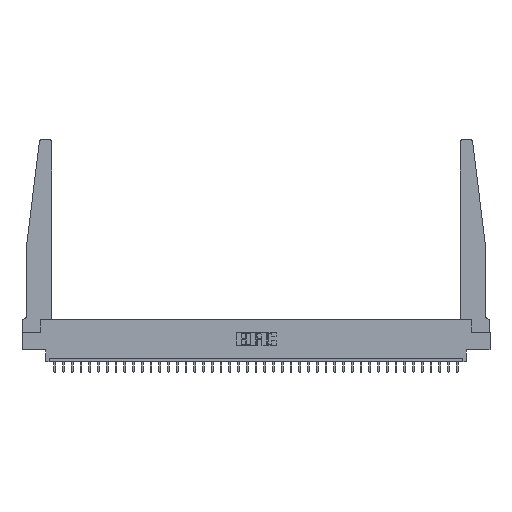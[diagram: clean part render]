
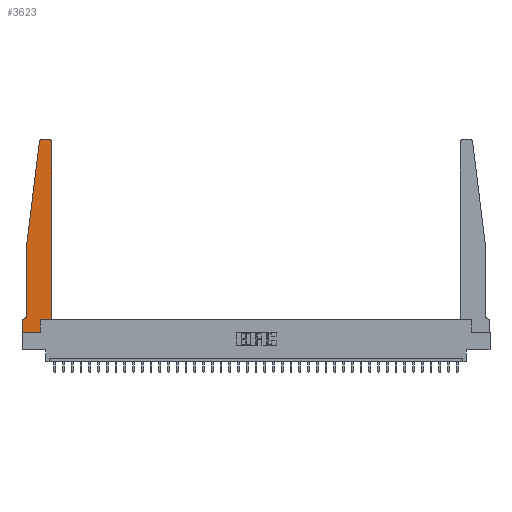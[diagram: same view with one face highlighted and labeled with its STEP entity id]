
A CAD part, top view. The second image highlights one B-rep face of the part: STEP entity #3623.
In plain terms, the highlighted planar face has unit normal (0, 0, 1).
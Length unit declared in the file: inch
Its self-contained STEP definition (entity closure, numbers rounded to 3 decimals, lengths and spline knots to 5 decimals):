
#668 = LINE ( 'NONE', #29103, #20484 ) ;
#793 = EDGE_CURVE ( 'NONE', #30491, #31904, #22945, .T. ) ;
#1072 = CIRCLE ( 'NONE', #19793, 0.05 ) ;
#1266 = CARTESIAN_POINT ( 'NONE',  ( 0.27653, 2.75, 0.37 ) ) ;
#2742 = CARTESIAN_POINT ( 'NONE',  ( 0.2605, 0., 0.37 ) ) ;
#2835 = DIRECTION ( 'NONE',  ( 1., 0., 0. ) ) ;
#2924 = AXIS2_PLACEMENT_3D ( 'NONE', #14946, #9344, #27280 ) ;
#3395 = ORIENTED_EDGE ( 'NONE', *, *, #25992, .T. ) ;
#3623 = ADVANCED_FACE ( 'NONE', ( #31918 ), #30385, .T. ) ;
#4376 = CARTESIAN_POINT ( 'NONE',  ( 0.425, 0.18, 0.37 ) ) ;
#4948 = ORIENTED_EDGE ( 'NONE', *, *, #6481, .T. ) ;
#4965 = VECTOR ( 'NONE', #9584, 39.37008 ) ;
#5269 = LINE ( 'NONE', #11157, #27460 ) ;
#5320 = CARTESIAN_POINT ( 'NONE',  ( 0.425, 0.18, 0.37 ) ) ;
#5648 = CIRCLE ( 'NONE', #22680, 0.03 ) ;
#5991 = ORIENTED_EDGE ( 'NONE', *, *, #20932, .T. ) ;
#6180 = ORIENTED_EDGE ( 'NONE', *, *, #24793, .T. ) ;
#6481 = EDGE_CURVE ( 'NONE', #28445, #24233, #1072, .T. ) ;
#7319 = CARTESIAN_POINT ( 'NONE',  ( 0.2605, 0.18, 0.37 ) ) ;
#7504 = DIRECTION ( 'NONE',  ( 1., 0., 0. ) ) ;
#7781 = VERTEX_POINT ( 'NONE', #2742 ) ;
#8119 = CARTESIAN_POINT ( 'NONE',  ( 0.065, 1.25, 0.37 ) ) ;
#8219 = LINE ( 'NONE', #12063, #4965 ) ;
#8944 = LINE ( 'NONE', #8119, #22655 ) ;
#9040 = CARTESIAN_POINT ( 'NONE',  ( 0.2605, 0.18, 0.37 ) ) ;
#9194 = VECTOR ( 'NONE', #2835, 39.37008 ) ;
#9321 = DIRECTION ( 'NONE',  ( 1., 0., 0. ) ) ;
#9344 = DIRECTION ( 'NONE',  ( 0., 0., 1. ) ) ;
#9584 = DIRECTION ( 'NONE',  ( -0.122, -0.992, 0. ) ) ;
#9676 = EDGE_CURVE ( 'NONE', #14320, #18109, #668, .T. ) ;
#9919 = DIRECTION ( 'NONE',  ( 0., 1., 0. ) ) ;
#10462 = DIRECTION ( 'NONE',  ( 0., 0., -1. ) ) ;
#10620 = ORIENTED_EDGE ( 'NONE', *, *, #25040, .T. ) ;
#10642 = VERTEX_POINT ( 'NONE', #26025 ) ;
#11157 = CARTESIAN_POINT ( 'NONE',  ( 0., 0., 0.37 ) ) ;
#12063 = CARTESIAN_POINT ( 'NONE',  ( 0.065, 1.25, 0.37 ) ) ;
#12128 = VERTEX_POINT ( 'NONE', #24257 ) ;
#13041 = CARTESIAN_POINT ( 'NONE',  ( 0., 0.1875, 0.37 ) ) ;
#13224 = ORIENTED_EDGE ( 'NONE', *, *, #17015, .T. ) ;
#14003 = AXIS2_PLACEMENT_3D ( 'NONE', #30342, #27429, #15013 ) ;
#14320 = VERTEX_POINT ( 'NONE', #24627 ) ;
#14946 = CARTESIAN_POINT ( 'NONE',  ( 0., 0.1875, 0.37 ) ) ;
#15013 = DIRECTION ( 'NONE',  ( 1., 0., 0. ) ) ;
#15018 = VECTOR ( 'NONE', #9321, 39.37008 ) ;
#15282 = EDGE_CURVE ( 'NONE', #10642, #28445, #8944, .T. ) ;
#15981 = ORIENTED_EDGE ( 'NONE', *, *, #15282, .T. ) ;
#16885 = CARTESIAN_POINT ( 'NONE',  ( 0.065, 0.1875, 0.37 ) ) ;
#17015 = EDGE_CURVE ( 'NONE', #7781, #30491, #20421, .T. ) ;
#17172 = CARTESIAN_POINT ( 'NONE',  ( 0.065, 0.2375, 0.37 ) ) ;
#18109 = VERTEX_POINT ( 'NONE', #1266 ) ;
#18649 = DIRECTION ( 'NONE',  ( -1., 0., 0. ) ) ;
#18933 = CARTESIAN_POINT ( 'NONE',  ( 0.425, 0.18, 0.37 ) ) ;
#19469 = DIRECTION ( 'NONE',  ( -1., 0., 0. ) ) ;
#19793 = AXIS2_PLACEMENT_3D ( 'NONE', #25908, #10462, #28477 ) ;
#20305 = VECTOR ( 'NONE', #31875, 39.37008 ) ;
#20333 = EDGE_CURVE ( 'NONE', #31138, #14320, #5648, .T. ) ;
#20421 = LINE ( 'NONE', #7319, #31282 ) ;
#20484 = VECTOR ( 'NONE', #18649, 39.37008 ) ;
#20932 = EDGE_CURVE ( 'NONE', #18109, #12128, #24550, .T. ) ;
#21430 = ORIENTED_EDGE ( 'NONE', *, *, #24398, .T. ) ;
#22646 = DIRECTION ( 'NONE',  ( 0., 0., 1. ) ) ;
#22655 = VECTOR ( 'NONE', #30534, 39.37008 ) ;
#22680 = AXIS2_PLACEMENT_3D ( 'NONE', #22981, #22646, #7504 ) ;
#22720 = LINE ( 'NONE', #29934, #15018 ) ;
#22945 = LINE ( 'NONE', #5320, #9194 ) ;
#22981 = CARTESIAN_POINT ( 'NONE',  ( 0.395, 2.72, 0.37 ) ) ;
#23832 = ORIENTED_EDGE ( 'NONE', *, *, #9676, .T. ) ;
#24233 = VERTEX_POINT ( 'NONE', #29308 ) ;
#24257 = CARTESIAN_POINT ( 'NONE',  ( 0.24675, 2.72367, 0.37 ) ) ;
#24398 = EDGE_CURVE ( 'NONE', #12128, #10642, #8219, .T. ) ;
#24550 = CIRCLE ( 'NONE', #14003, 0.03 ) ;
#24627 = CARTESIAN_POINT ( 'NONE',  ( 0.395, 2.75, 0.37 ) ) ;
#24793 = EDGE_CURVE ( 'NONE', #31904, #31138, #26360, .T. ) ;
#25040 = EDGE_CURVE ( 'NONE', #26822, #7781, #22720, .T. ) ;
#25264 = ORIENTED_EDGE ( 'NONE', *, *, #793, .T. ) ;
#25908 = CARTESIAN_POINT ( 'NONE',  ( 0.015, 0.2375, 0.37 ) ) ;
#25919 = EDGE_LOOP ( 'NONE', ( #23832, #5991, #21430, #15981, #4948, #3395, #33349, #10620, #13224, #25264, #6180, #27820 ) ) ;
#25992 = EDGE_CURVE ( 'NONE', #24233, #31596, #32280, .T. ) ;
#26025 = CARTESIAN_POINT ( 'NONE',  ( 0.065, 1.25, 0.37 ) ) ;
#26360 = LINE ( 'NONE', #18933, #20305 ) ;
#26522 = DIRECTION ( 'NONE',  ( 0., -1., 0. ) ) ;
#26822 = VERTEX_POINT ( 'NONE', #30347 ) ;
#27280 = DIRECTION ( 'NONE',  ( 1., 0., 0. ) ) ;
#27429 = DIRECTION ( 'NONE',  ( 0., 0., 1. ) ) ;
#27460 = VECTOR ( 'NONE', #26522, 39.37008 ) ;
#27820 = ORIENTED_EDGE ( 'NONE', *, *, #20333, .T. ) ;
#28445 = VERTEX_POINT ( 'NONE', #17172 ) ;
#28477 = DIRECTION ( 'NONE',  ( -1., 0., 0. ) ) ;
#29103 = CARTESIAN_POINT ( 'NONE',  ( 0.25, 2.75, 0.37 ) ) ;
#29308 = CARTESIAN_POINT ( 'NONE',  ( 0.015, 0.1875, 0.37 ) ) ;
#29700 = CARTESIAN_POINT ( 'NONE',  ( 0.425, 2.72, 0.37 ) ) ;
#29934 = CARTESIAN_POINT ( 'NONE',  ( 0., 0., 0.37 ) ) ;
#30342 = CARTESIAN_POINT ( 'NONE',  ( 0.27653, 2.72, 0.37 ) ) ;
#30347 = CARTESIAN_POINT ( 'NONE',  ( 0., 0., 0.37 ) ) ;
#30385 = PLANE ( 'NONE',  #2924 ) ;
#30491 = VERTEX_POINT ( 'NONE', #9040 ) ;
#30534 = DIRECTION ( 'NONE',  ( 0., -1., 0. ) ) ;
#30686 = VECTOR ( 'NONE', #19469, 39.37008 ) ;
#31138 = VERTEX_POINT ( 'NONE', #29700 ) ;
#31282 = VECTOR ( 'NONE', #9919, 39.37008 ) ;
#31596 = VERTEX_POINT ( 'NONE', #13041 ) ;
#31875 = DIRECTION ( 'NONE',  ( 0., 1., 0. ) ) ;
#31904 = VERTEX_POINT ( 'NONE', #4376 ) ;
#31918 = FACE_OUTER_BOUND ( 'NONE', #25919, .T. ) ;
#32156 = EDGE_CURVE ( 'NONE', #31596, #26822, #5269, .T. ) ;
#32280 = LINE ( 'NONE', #16885, #30686 ) ;
#33349 = ORIENTED_EDGE ( 'NONE', *, *, #32156, .T. ) ;
